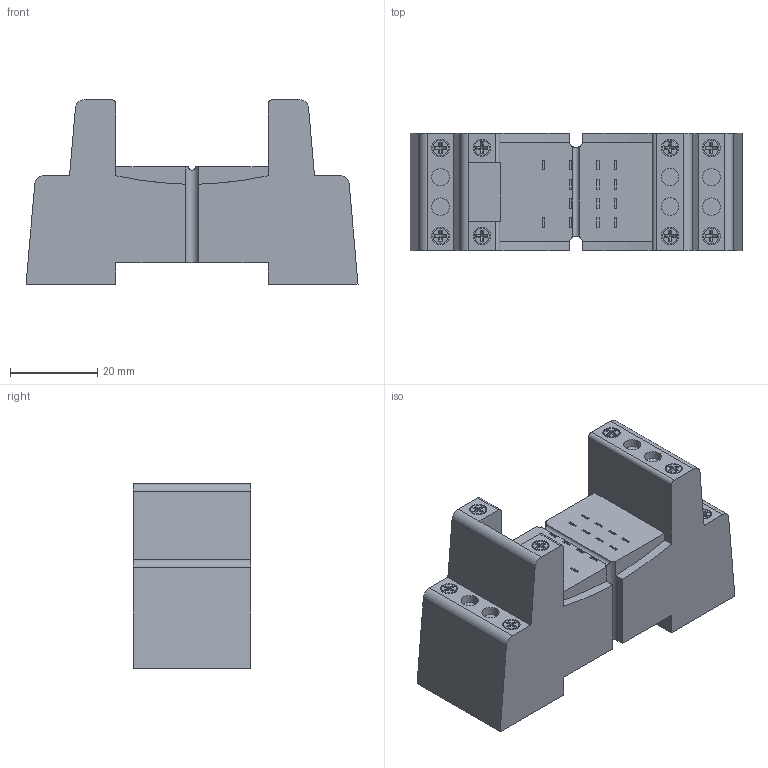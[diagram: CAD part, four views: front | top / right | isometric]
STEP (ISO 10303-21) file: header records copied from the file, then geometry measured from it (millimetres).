
FILE_DESCRIPTION((''),'2;1');
FILE_NAME('GZT2.stp','2015-07-24T16:24:30',('CAD Station'),(''),'Autodesk Inventor 2013','Autodesk Inventor 2013','');
FILE_SCHEMA(('CONFIG_CONTROL_DESIGN'));
Length unit declared in the file: millimetre
Products named in the file (1): GZT2
Bounding box: 76.3 x 27 x 42.5 mm (x, y, z)
Volume: 53723.2 mm3; surface area: 12949.8 mm2
Topology: 1 solids, 1 shells, 384 faces, 876 edges, 538 vertices
Faces by surface type: plane 348, cylinder 36
Full cylindrical faces by diameter (mm): 3.5 x8, 4 x14
Entity records: 10535 total; most frequent: CARTESIAN_POINT 1823, ORIENTED_EDGE 1708, DIRECTION 1690, EDGE_CURVE 854, VECTOR 776, LINE 776, VERTEX_POINT 538, AXIS2_PLACEMENT_3D 457
